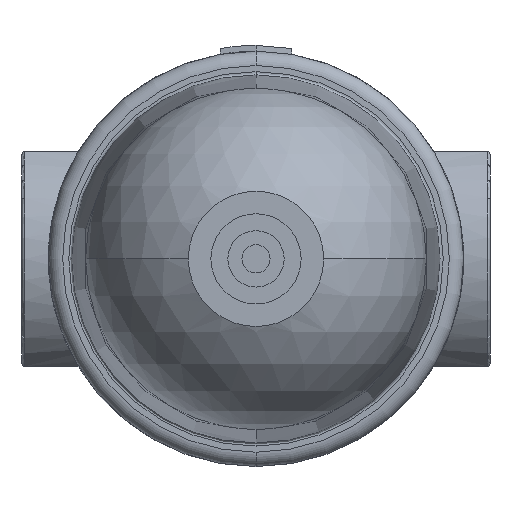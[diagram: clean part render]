
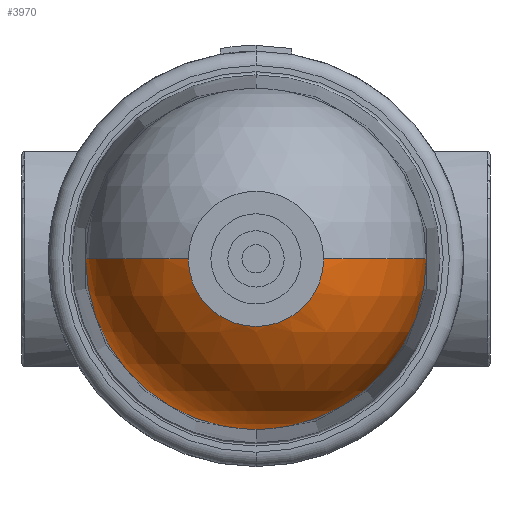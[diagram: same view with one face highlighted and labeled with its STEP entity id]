
A CAD part, front view. The second image highlights one B-rep face of the part: STEP entity #3970.
In plain terms, the highlighted spherical face has radius 15.113 mm.
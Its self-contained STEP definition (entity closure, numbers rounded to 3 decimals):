
#265 = CARTESIAN_POINT ( 'NONE',  ( 0., -62.188, 0. ) ) ;
#315 = EDGE_CURVE ( 'NONE', #5909, #4091, #4711, .T. ) ;
#605 = FACE_OUTER_BOUND ( 'NONE', #8388, .T. ) ;
#766 = EDGE_CURVE ( 'NONE', #3772, #3939, #3832, .T. ) ;
#1393 = DIRECTION ( 'NONE',  ( 0., 0., 1. ) ) ;
#1479 = CARTESIAN_POINT ( 'NONE',  ( 0., -61.829, 0. ) ) ;
#1970 = CARTESIAN_POINT ( 'NONE',  ( 0., -62.188, 0. ) ) ;
#2214 = CARTESIAN_POINT ( 'NONE',  ( 6., -75.7, 0. ) ) ;
#2251 = CIRCLE ( 'NONE', #6675, 15.113 ) ;
#2434 = CARTESIAN_POINT ( 'NONE',  ( 0., -75.7, 0. ) ) ;
#2467 = EDGE_CURVE ( 'NONE', #3939, #4091, #6769, .T. ) ;
#2543 = CARTESIAN_POINT ( 'NONE',  ( 0., -61.829, 0. ) ) ;
#2623 = DIRECTION ( 'NONE',  ( 1., 0., 0. ) ) ;
#3102 = CARTESIAN_POINT ( 'NONE',  ( 15.109, -62.188, 0. ) ) ;
#3170 = DIRECTION ( 'NONE',  ( 0., 0., 1. ) ) ;
#3442 = DIRECTION ( 'NONE',  ( -1., 0., 0. ) ) ;
#3556 = CARTESIAN_POINT ( 'NONE',  ( -15.109, -62.188, 0. ) ) ;
#3764 = SPHERICAL_SURFACE ( 'NONE', #4868, 15.113 ) ;
#3772 = VERTEX_POINT ( 'NONE', #2214 ) ;
#3832 = CIRCLE ( 'NONE', #5971, 6. ) ;
#3939 = VERTEX_POINT ( 'NONE', #5713 ) ;
#3970 = ADVANCED_FACE ( 'NONE', ( #605 ), #3764, .T. ) ;
#4079 = EDGE_CURVE ( 'NONE', #6514, #5909, #7878, .T. ) ;
#4091 = VERTEX_POINT ( 'NONE', #3556 ) ;
#4181 = DIRECTION ( 'NONE',  ( 0., 0., 1. ) ) ;
#4499 = DIRECTION ( 'NONE',  ( 0., 0., 1. ) ) ;
#4711 = CIRCLE ( 'NONE', #7012, 15.109 ) ;
#4868 = AXIS2_PLACEMENT_3D ( 'NONE', #2543, #4499, #7855 ) ;
#5128 = EDGE_CURVE ( 'NONE', #3772, #6514, #2251, .T. ) ;
#5406 = ORIENTED_EDGE ( 'NONE', *, *, #315, .F. ) ;
#5434 = DIRECTION ( 'NONE',  ( 0., 1., 0. ) ) ;
#5677 = DIRECTION ( 'NONE',  ( 0., 0., 1. ) ) ;
#5713 = CARTESIAN_POINT ( 'NONE',  ( -6., -75.7, 0. ) ) ;
#5729 = AXIS2_PLACEMENT_3D ( 'NONE', #265, #5434, #4181 ) ;
#5909 = VERTEX_POINT ( 'NONE', #6830 ) ;
#5971 = AXIS2_PLACEMENT_3D ( 'NONE', #2434, #7064, #5677 ) ;
#6308 = ORIENTED_EDGE ( 'NONE', *, *, #4079, .F. ) ;
#6363 = CARTESIAN_POINT ( 'NONE',  ( 0., -61.829, 0. ) ) ;
#6514 = VERTEX_POINT ( 'NONE', #3102 ) ;
#6675 = AXIS2_PLACEMENT_3D ( 'NONE', #6363, #1393, #2623 ) ;
#6676 = DIRECTION ( 'NONE',  ( 0., 0., -1. ) ) ;
#6747 = ORIENTED_EDGE ( 'NONE', *, *, #2467, .T. ) ;
#6769 = CIRCLE ( 'NONE', #6974, 15.113 ) ;
#6830 = CARTESIAN_POINT ( 'NONE',  ( 0., -62.188, -15.109 ) ) ;
#6867 = ORIENTED_EDGE ( 'NONE', *, *, #5128, .F. ) ;
#6936 = ORIENTED_EDGE ( 'NONE', *, *, #766, .T. ) ;
#6974 = AXIS2_PLACEMENT_3D ( 'NONE', #1479, #6676, #3442 ) ;
#7012 = AXIS2_PLACEMENT_3D ( 'NONE', #1970, #8389, #3170 ) ;
#7064 = DIRECTION ( 'NONE',  ( 0., 1., 0. ) ) ;
#7855 = DIRECTION ( 'NONE',  ( -1., 0., 0. ) ) ;
#7878 = CIRCLE ( 'NONE', #5729, 15.109 ) ;
#8388 = EDGE_LOOP ( 'NONE', ( #6867, #6936, #6747, #5406, #6308 ) ) ;
#8389 = DIRECTION ( 'NONE',  ( 0., 1., 0. ) ) ;
